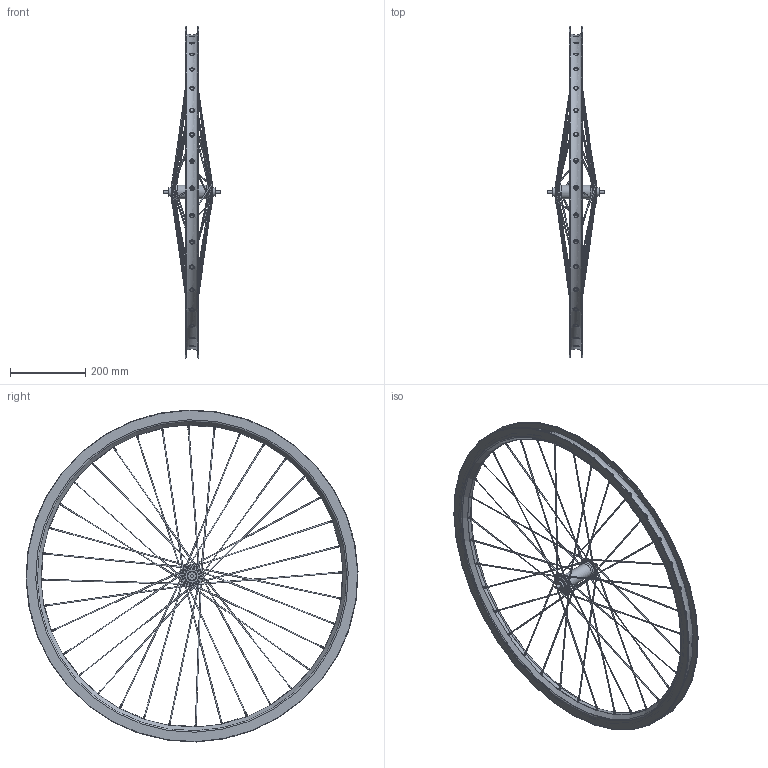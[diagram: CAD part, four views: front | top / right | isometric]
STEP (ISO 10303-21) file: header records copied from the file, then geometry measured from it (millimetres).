
FILE_DESCRIPTION(/* description */ (''),/* implementation_level */ '2;1');
FILE_NAME(/* name */ 'rueda de bici.stp',/* time_stamp */ '2021-06-01T22:33:21+02:00',/* author */ ('kaleb'),/* organization */ (''),/* preprocessor_version */ 'ST-DEVELOPER v16.5',/* originating_system */ 'Autodesk Inventor 2017',/* authorisation */ '');
FILE_SCHEMA (('AUTOMOTIVE_DESIGN { 1 0 10303 214 3 1 1 }'));
Length unit declared in the file: millimetre
Products named in the file (8): Ensamblaje1; eje roscado; eje; buje; bola; llanta; tornillo; radio
Assembly tree (93 placements, depth 2):
  Ensamblaje1
    eje roscado
    eje
    buje  x2
    bola  x16
    llanta
    tornillo  x36
    radio  x36
Bounding box: 150 x 881.82 x 881.82 mm (x, y, z)
Volume: 916699.6 mm3; surface area: 864618.2 mm2
Topology: 93 solids, 93 shells, 2242 faces, 5409 edges, 3330 vertices
Faces by surface type: cylinder 735, plane 598, bspline 433, torus 416, cone 44, sphere 16
Full cylindrical faces by diameter (mm): 2.013 x36, 2.5 x72, 3 x36, 4 x72, 6 x36, 6.647 x2, 8 x1, 12 x38, 12.5 x1, 22 x2, 26 x2, 37 x1, 41 x2, 882.078 x2
Entity records: 13818 total; most frequent: CARTESIAN_POINT 8068, DIRECTION 1040, ORIENTED_EDGE 794, EDGE_LOOP 616, AXIS2_PLACEMENT_3D 497, EDGE_CURVE 397, FACE_BOUND 392, VERTEX_POINT 355
